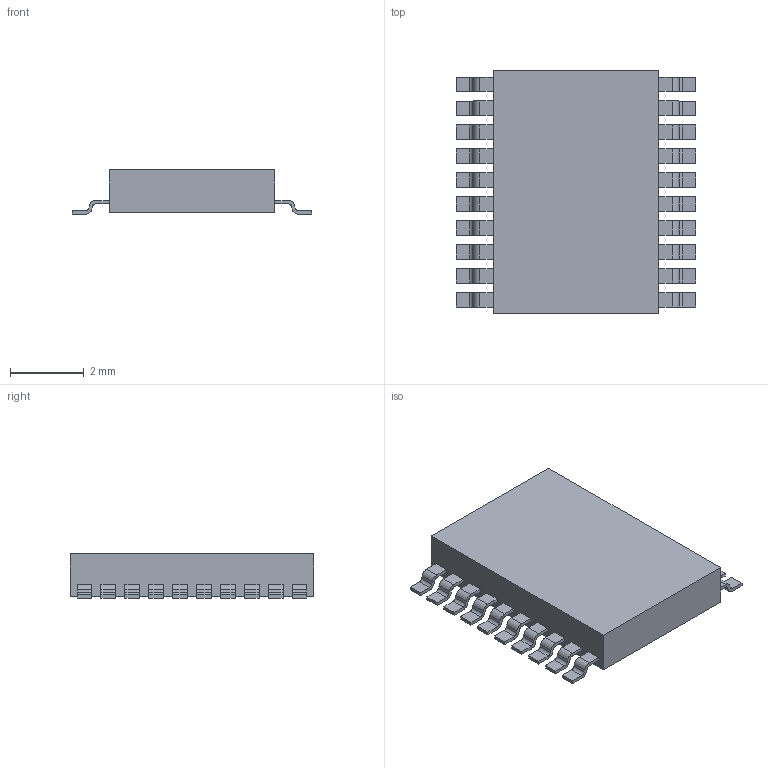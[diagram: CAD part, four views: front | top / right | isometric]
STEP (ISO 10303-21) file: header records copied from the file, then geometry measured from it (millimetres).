
FILE_DESCRIPTION(('STEP AP214'),'1');
FILE_NAME('TSSOP_20_SIL','2025-11-17T11:34:21',(''),(''),'','','');
FILE_SCHEMA(('AUTOMOTIVE_DESIGN'));
Length unit declared in the file: millimetre
Products named in the file (1): product
Bounding box: 6.5 x 6.6 x 1.2 mm (x, y, z)
Volume: 35 mm3; surface area: 108.5 mm2
Topology: 21 solids, 21 shells, 286 faces, 732 edges, 488 vertices
Faces by surface type: plane 206, cylinder 80
Entity records: 8398 total; most frequent: DIRECTION 1466, ORIENTED_EDGE 1464, CARTESIAN_POINT 855, EDGE_CURVE 732, LINE 572, VECTOR 572, VERTEX_POINT 488, AXIS2_PLACEMENT_3D 447
